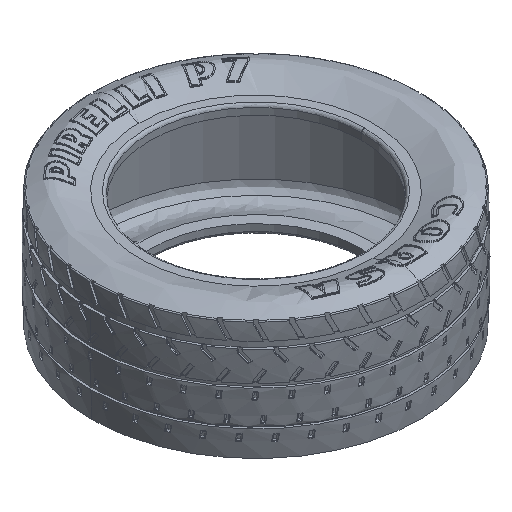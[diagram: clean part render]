
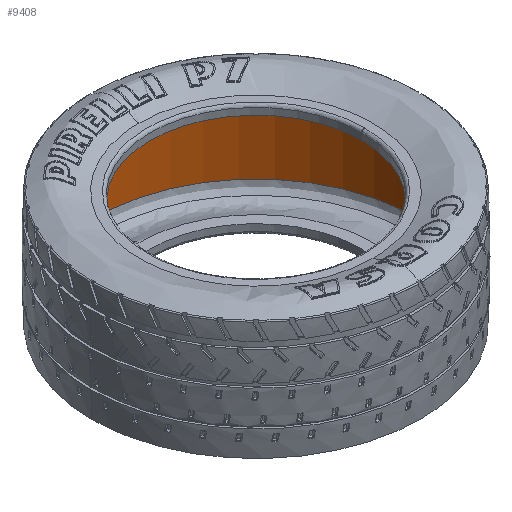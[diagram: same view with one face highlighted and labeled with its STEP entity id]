
A CAD part, isometric view. The second image highlights one B-rep face of the part: STEP entity #9408.
In plain terms, the highlighted free-form (B-spline) face has degree [2, 1] with [5, 2] control points.
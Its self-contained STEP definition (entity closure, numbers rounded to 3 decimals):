
#9324 = VERTEX_POINT('',#9325);
#9325 = CARTESIAN_POINT('',(-272.674,0.,-201.748));
#9341 = VERTEX_POINT('',#9342);
#9342 = CARTESIAN_POINT('',(272.674,0.,
    -201.748));
#9375 = EDGE_CURVE('',#9376,#9324,#9378,.T.);
#9376 = VERTEX_POINT('',#9377);
#9377 = CARTESIAN_POINT('',(-272.674,0.,-44.201));
#9378 = B_SPLINE_CURVE_WITH_KNOTS('',1,(#9379,#9380),.UNSPECIFIED.,.F.,
  .F.,(2,2),(46.475,212.125),.PIECEWISE_BEZIER_KNOTS.);
#9379 = CARTESIAN_POINT('',(-272.674,0.,-44.201));
#9380 = CARTESIAN_POINT('',(-272.674,0.,-201.748));
#9383 = EDGE_CURVE('',#9384,#9341,#9386,.T.);
#9384 = VERTEX_POINT('',#9385);
#9385 = CARTESIAN_POINT('',(272.674,0.,
    -44.201));
#9386 = B_SPLINE_CURVE_WITH_KNOTS('',1,(#9387,#9388),.UNSPECIFIED.,.F.,
  .F.,(2,2),(46.475,212.125),.PIECEWISE_BEZIER_KNOTS.);
#9387 = CARTESIAN_POINT('',(272.674,0.,
    -44.201));
#9388 = CARTESIAN_POINT('',(272.674,0.,
    -201.748));
#9408 = ADVANCED_FACE('',(#9409),#9429,.F.);
#9409 = FACE_BOUND('',#9410,.F.);
#9410 = EDGE_LOOP('',(#9411,#9419,#9420,#9428));
#9411 = ORIENTED_EDGE('',*,*,#9412,.F.);
#9412 = EDGE_CURVE('',#9324,#9341,#9413,.T.);
#9413 = ( BOUNDED_CURVE() B_SPLINE_CURVE(2,(#9414,#9415,#9416,#9417,
#9418),.UNSPECIFIED.,.F.,.F.) B_SPLINE_CURVE_WITH_KNOTS((3,2,3),(0.,
1.571,3.142),.PIECEWISE_BEZIER_KNOTS.) CURVE() 
GEOMETRIC_REPRESENTATION_ITEM() RATIONAL_B_SPLINE_CURVE((1.,
0.707,1.,0.707,1.)) REPRESENTATION_ITEM('') );
#9414 = CARTESIAN_POINT('',(-272.674,0.,-201.748));
#9415 = CARTESIAN_POINT('',(-272.674,272.674,
    -201.748));
#9416 = CARTESIAN_POINT('',(0.,272.674,
    -201.748));
#9417 = CARTESIAN_POINT('',(272.674,272.674,
    -201.748));
#9418 = CARTESIAN_POINT('',(272.674,0.,
    -201.748));
#9419 = ORIENTED_EDGE('',*,*,#9375,.F.);
#9420 = ORIENTED_EDGE('',*,*,#9421,.T.);
#9421 = EDGE_CURVE('',#9376,#9384,#9422,.T.);
#9422 = ( BOUNDED_CURVE() B_SPLINE_CURVE(2,(#9423,#9424,#9425,#9426,
#9427),.UNSPECIFIED.,.F.,.F.) B_SPLINE_CURVE_WITH_KNOTS((3,2,3),(0.,
1.571,3.142),.PIECEWISE_BEZIER_KNOTS.) CURVE() 
GEOMETRIC_REPRESENTATION_ITEM() RATIONAL_B_SPLINE_CURVE((1.,
0.707,1.,0.707,1.)) REPRESENTATION_ITEM('') );
#9423 = CARTESIAN_POINT('',(-272.674,0.,-44.201));
#9424 = CARTESIAN_POINT('',(-272.674,272.674,
    -44.201));
#9425 = CARTESIAN_POINT('',(0.,272.674,
    -44.201));
#9426 = CARTESIAN_POINT('',(272.674,272.674,
    -44.201));
#9427 = CARTESIAN_POINT('',(272.674,0.,
    -44.201));
#9428 = ORIENTED_EDGE('',*,*,#9383,.T.);
#9429 = ( BOUNDED_SURFACE() B_SPLINE_SURFACE(2,1,(
    (#9430,#9431)
    ,(#9432,#9433)
    ,(#9434,#9435)
    ,(#9436,#9437)
    ,(#9438,#9439
)),.UNSPECIFIED.,.F.,.F.,.F.) B_SPLINE_SURFACE_WITH_KNOTS((3,2,3),(2,2),
  (0.,1.571,3.142),(46.475,212.125),
.PIECEWISE_BEZIER_KNOTS.) GEOMETRIC_REPRESENTATION_ITEM() 
RATIONAL_B_SPLINE_SURFACE((
    (1.,1.)
    ,(0.707,0.707)
    ,(1.,1.)
    ,(0.707,0.707)
,(1.,1.))) REPRESENTATION_ITEM('') SURFACE() );
#9430 = CARTESIAN_POINT('',(-272.674,0.,-44.201));
#9431 = CARTESIAN_POINT('',(-272.674,0.,-201.748));
#9432 = CARTESIAN_POINT('',(-272.674,272.674,
    -44.201));
#9433 = CARTESIAN_POINT('',(-272.674,272.674,
    -201.748));
#9434 = CARTESIAN_POINT('',(0.,272.674,
    -44.201));
#9435 = CARTESIAN_POINT('',(0.,272.674,
    -201.748));
#9436 = CARTESIAN_POINT('',(272.674,272.674,
    -44.201));
#9437 = CARTESIAN_POINT('',(272.674,272.674,
    -201.748));
#9438 = CARTESIAN_POINT('',(272.674,0.,
    -44.201));
#9439 = CARTESIAN_POINT('',(272.674,0.,
    -201.748));
